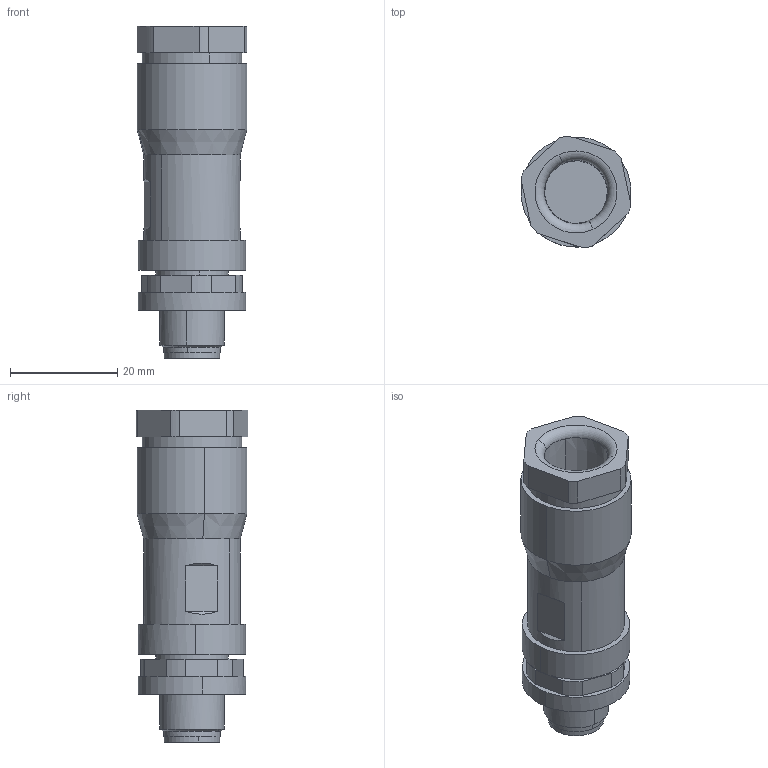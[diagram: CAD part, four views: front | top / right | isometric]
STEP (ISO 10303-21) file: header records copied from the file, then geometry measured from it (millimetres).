
FILE_DESCRIPTION(('Creo Elements/Direct Modeling STEP Export'),'2;1');
FILE_NAME('model.stp','2020-12-17T10:07:09',(''),(''),'Creo Elements/Direct Modeling STEP processor for AP214 (Solid Model)','Creo Elements/Direct Modeling 20.1A 29-Sep-2018 (C) Parametric Technology GmbH','');
FILE_SCHEMA(('AUTOMOTIVE_DESIGN { 1 0 10303 214 1 1 1 1 }'));
Length unit declared in the file: millimetre
Products named in the file (2): SACC_M12MS_8CON_PG11_M-select
Assembly tree (1 placements, depth 2):
  SACC_M12MS_8CON_PG11_M-select
    SACC_M12MS_8CON_PG11_M-select
Bounding box: 20.47 x 20.83 x 61.8 mm (x, y, z)
Volume: 14432.8 mm3; surface area: 5494.9 mm2
Topology: 1 solids, 1 shells, 127 faces, 314 edges, 210 vertices
Faces by surface type: cylinder 63, plane 56, cone 6, torus 2
Entity records: 3970 total; most frequent: ORIENTED_EDGE 628, DIRECTION 606, CARTESIAN_POINT 594, EDGE_CURVE 314, AXIS2_PLACEMENT_3D 222, VERTEX_POINT 210, VECTOR 162, LINE 162
